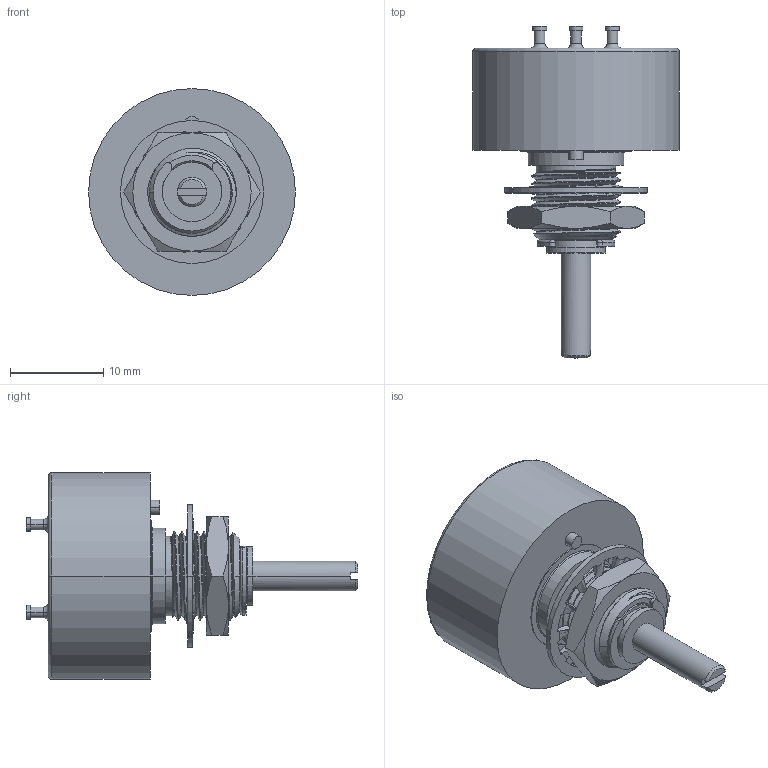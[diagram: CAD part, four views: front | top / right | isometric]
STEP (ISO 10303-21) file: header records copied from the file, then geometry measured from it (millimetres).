
FILE_DESCRIPTION((''),'2;1');
FILE_NAME('6126_SW0001','2013-07-17T',('bmozley'),(''),'PRO/ENGINEER BY PARAMETRIC TECHNOLOGY CORPORATION, 2013150','PRO/ENGINEER BY PARAMETRIC TECHNOLOGY CORPORATION, 2013150','');
FILE_SCHEMA(('CONFIG_CONTROL_DESIGN'));
Length unit declared in the file: inch
Products named in the file (1): 6126_SW0001
Bounding box: 22.23 x 35.66 x 22.23 mm (x, y, z)
Volume: 4948.1 mm3; surface area: 3922.5 mm2
Topology: 1 solids, 1 shells, 326 faces, 936 edges, 602 vertices
Faces by surface type: cylinder 145, plane 91, bspline 59, cone 18, torus 13
Entity records: 21266 total; most frequent: CARTESIAN_POINT 13089, ORIENTED_EDGE 1872, DIRECTION 1481, EDGE_CURVE 936, VERTEX_POINT 602, AXIS2_PLACEMENT_3D 557, VECTOR 367, LINE 367
